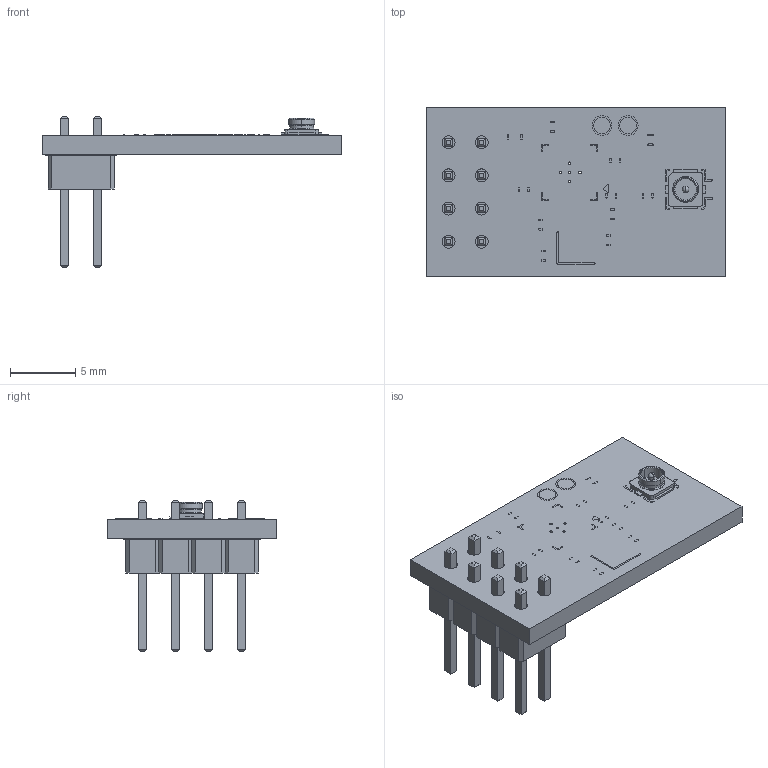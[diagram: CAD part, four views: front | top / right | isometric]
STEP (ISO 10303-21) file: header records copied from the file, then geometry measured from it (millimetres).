
FILE_DESCRIPTION(('KiCad electronic assembly'),'2;1');
FILE_NAME('WIFI Module.step','2026-02-16T02:01:52',('Pcbnew'),('Kicad'), 'Open CASCADE STEP processor 7.9','KiCad to STEP converter','Unknown' );
FILE_SCHEMA(('AUTOMOTIVE_DESIGN { 1 0 10303 214 1 1 1 1 }'));
Length unit declared in the file: millimetre
Products named in the file (6): WIFI Module 1; ANT-SMD_73412-0110; PinHeader_2x04_P2.54mm_Vertical; WIFI Module_silkscreen; WIFI Module_PCB
Assembly tree (5 placements, depth 2):
  WIFI Module 1
    ANT-SMD_73412-0110
    PinHeader_2x04_P2.54mm_Vertical
    WIFI Module_silkscreen
    WIFI Module_silkscreen
    WIFI Module_PCB
Bounding box: 23 x 13 x 11.54 mm (x, y, z)
Volume: 593.7 mm3; surface area: 1133.6 mm2
Topology: 3 solids, 39 shells, 517 faces, 1444 edges, 1004 vertices
Faces by surface type: plane 372, bspline 98, cylinder 33, cone 8, sphere 4, torus 2
Full cylindrical faces by diameter (mm): 0.2 x5, 1 x8
Entity records: 20629 total; most frequent: CARTESIAN_POINT 4273, ORIENTED_EDGE 2672, DIRECTION 2259, EDGE_CURVE 1440, LINE 1071, VECTOR 1071, VERTEX_POINT 1004, AXIS2_PLACEMENT_3D 594
